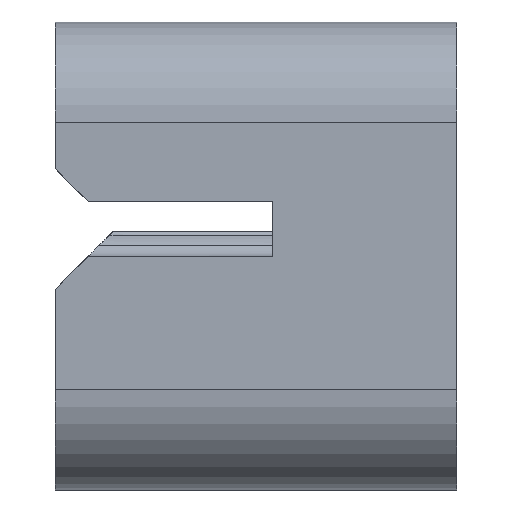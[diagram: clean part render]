
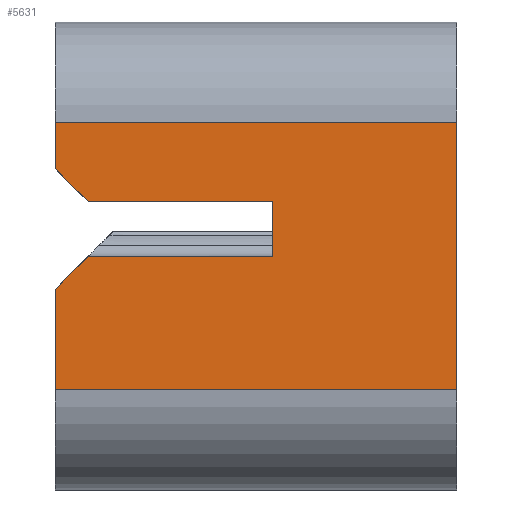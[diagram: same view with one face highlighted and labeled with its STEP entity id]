
A CAD part, left-side view. The second image highlights one B-rep face of the part: STEP entity #5631.
In plain terms, the highlighted planar face has unit normal (-1, 0, 0).
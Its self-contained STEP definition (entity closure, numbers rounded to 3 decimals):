
#19 = EDGE_CURVE ( 'NONE', #1861, #2127, #4129, .T. ) ;
#96 = DIRECTION ( 'NONE',  ( 0., -1., 0. ) ) ;
#148 = FACE_OUTER_BOUND ( 'NONE', #2634, .T. ) ;
#289 = DIRECTION ( 'NONE',  ( 0., 0., -1. ) ) ;
#326 = CARTESIAN_POINT ( 'NONE',  ( -17.5, 12., 4. ) ) ;
#439 = VECTOR ( 'NONE', #3833, 1000. ) ;
#533 = DIRECTION ( 'NONE',  ( 0., -1., 0. ) ) ;
#552 = ORIENTED_EDGE ( 'NONE', *, *, #1286, .T. ) ;
#588 = DIRECTION ( 'NONE',  ( 0., 0., 1. ) ) ;
#665 = ORIENTED_EDGE ( 'NONE', *, *, #1525, .T. ) ;
#670 = CARTESIAN_POINT ( 'NONE',  ( -17.5, 12., -4. ) ) ;
#685 = DIRECTION ( 'NONE',  ( 1., 0., 0. ) ) ;
#801 = CARTESIAN_POINT ( 'NONE',  ( -17.5, 11.017, -0.009 ) ) ;
#804 = EDGE_CURVE ( 'NONE', #4764, #2127, #1854, .T. ) ;
#883 = ORIENTED_EDGE ( 'NONE', *, *, #804, .F. ) ;
#885 = CARTESIAN_POINT ( 'NONE',  ( -17.5, 5.5, -0.009 ) ) ;
#992 = EDGE_CURVE ( 'NONE', #1861, #1217, #1523, .T. ) ;
#995 = EDGE_CURVE ( 'NONE', #5517, #2104, #1100, .T. ) ;
#1016 = CARTESIAN_POINT ( 'NONE',  ( -17.5, 0., 4. ) ) ;
#1100 = LINE ( 'NONE', #5086, #4487 ) ;
#1217 = VERTEX_POINT ( 'NONE', #885 ) ;
#1242 = DIRECTION ( 'NONE',  ( 0., -0.707, -0.707 ) ) ;
#1286 = EDGE_CURVE ( 'NONE', #2104, #5317, #3344, .T. ) ;
#1306 = ORIENTED_EDGE ( 'NONE', *, *, #995, .T. ) ;
#1523 = LINE ( 'NONE', #1556, #3650 ) ;
#1525 = EDGE_CURVE ( 'NONE', #3813, #3584, #3744, .T. ) ;
#1556 = CARTESIAN_POINT ( 'NONE',  ( -17.5, 12., -0.009 ) ) ;
#1566 = CARTESIAN_POINT ( 'NONE',  ( -17.5, 0., -4. ) ) ;
#1854 = LINE ( 'NONE', #4915, #439 ) ;
#1861 = VERTEX_POINT ( 'NONE', #801 ) ;
#1900 = EDGE_CURVE ( 'NONE', #6504, #3584, #4231, .T. ) ;
#2104 = VERTEX_POINT ( 'NONE', #1016 ) ;
#2127 = VERTEX_POINT ( 'NONE', #5140 ) ;
#2468 = CARTESIAN_POINT ( 'NONE',  ( -17.5, 5.5, 7. ) ) ;
#2568 = DIRECTION ( 'NONE',  ( 0., 0., 1. ) ) ;
#2634 = EDGE_LOOP ( 'NONE', ( #5188, #665, #3060, #3093, #3389, #3619, #883, #6300, #1306, #552 ) ) ;
#2669 = LINE ( 'NONE', #3516, #4506 ) ;
#2700 = DIRECTION ( 'NONE',  ( 0., 1., 0. ) ) ;
#2709 = EDGE_CURVE ( 'NONE', #3813, #5317, #3085, .T. ) ;
#2752 = CARTESIAN_POINT ( 'NONE',  ( -17.5, 12., 7. ) ) ;
#2884 = CARTESIAN_POINT ( 'NONE',  ( -17.5, 11.017, 1.626 ) ) ;
#3060 = ORIENTED_EDGE ( 'NONE', *, *, #1900, .F. ) ;
#3085 = LINE ( 'NONE', #5072, #5302 ) ;
#3093 = ORIENTED_EDGE ( 'NONE', *, *, #5968, .F. ) ;
#3196 = CARTESIAN_POINT ( 'NONE',  ( -17.5, 12., 4. ) ) ;
#3344 = LINE ( 'NONE', #326, #4187 ) ;
#3389 = ORIENTED_EDGE ( 'NONE', *, *, #992, .F. ) ;
#3493 = CARTESIAN_POINT ( 'NONE',  ( -17.5, 12., -0.991 ) ) ;
#3516 = CARTESIAN_POINT ( 'NONE',  ( -17.5, 12., -4. ) ) ;
#3584 = VERTEX_POINT ( 'NONE', #2884 ) ;
#3619 = ORIENTED_EDGE ( 'NONE', *, *, #19, .T. ) ;
#3650 = VECTOR ( 'NONE', #533, 1000. ) ;
#3744 = LINE ( 'NONE', #5753, #5116 ) ;
#3813 = VERTEX_POINT ( 'NONE', #4179 ) ;
#3833 = DIRECTION ( 'NONE',  ( 0., 0., 1. ) ) ;
#3878 = DIRECTION ( 'NONE',  ( 0., 1., 0. ) ) ;
#4129 = LINE ( 'NONE', #3493, #6196 ) ;
#4179 = CARTESIAN_POINT ( 'NONE',  ( -17.5, 12., 2.609 ) ) ;
#4187 = VECTOR ( 'NONE', #3878, 1000. ) ;
#4231 = LINE ( 'NONE', #6197, #4999 ) ;
#4487 = VECTOR ( 'NONE', #2568, 1000. ) ;
#4506 = VECTOR ( 'NONE', #96, 1000. ) ;
#4753 = EDGE_CURVE ( 'NONE', #4764, #5517, #2669, .T. ) ;
#4764 = VERTEX_POINT ( 'NONE', #670 ) ;
#4915 = CARTESIAN_POINT ( 'NONE',  ( -17.5, 12., 7. ) ) ;
#4999 = VECTOR ( 'NONE', #2700, 1000. ) ;
#5055 = DIRECTION ( 'NONE',  ( 0., 0.707, -0.707 ) ) ;
#5072 = CARTESIAN_POINT ( 'NONE',  ( -17.5, 12., 7. ) ) ;
#5086 = CARTESIAN_POINT ( 'NONE',  ( -17.5, 0., 7. ) ) ;
#5116 = VECTOR ( 'NONE', #1242, 1000. ) ;
#5140 = CARTESIAN_POINT ( 'NONE',  ( -17.5, 12., -0.991 ) ) ;
#5188 = ORIENTED_EDGE ( 'NONE', *, *, #2709, .F. ) ;
#5199 = PLANE ( 'NONE',  #5264 ) ;
#5264 = AXIS2_PLACEMENT_3D ( 'NONE', #2752, #685, #289 ) ;
#5302 = VECTOR ( 'NONE', #588, 1000. ) ;
#5317 = VERTEX_POINT ( 'NONE', #3196 ) ;
#5366 = VECTOR ( 'NONE', #6101, 1000. ) ;
#5517 = VERTEX_POINT ( 'NONE', #1566 ) ;
#5631 = ADVANCED_FACE ( 'NONE', ( #148 ), #5199, .F. ) ;
#5753 = CARTESIAN_POINT ( 'NONE',  ( -17.5, 10.2, 0.809 ) ) ;
#5968 = EDGE_CURVE ( 'NONE', #1217, #6504, #6033, .T. ) ;
#6033 = LINE ( 'NONE', #2468, #5366 ) ;
#6101 = DIRECTION ( 'NONE',  ( 0., 0., 1. ) ) ;
#6196 = VECTOR ( 'NONE', #5055, 1000. ) ;
#6197 = CARTESIAN_POINT ( 'NONE',  ( -17.5, 12., 1.626 ) ) ;
#6300 = ORIENTED_EDGE ( 'NONE', *, *, #4753, .T. ) ;
#6475 = CARTESIAN_POINT ( 'NONE',  ( -17.5, 5.5, 1.626 ) ) ;
#6504 = VERTEX_POINT ( 'NONE', #6475 ) ;
